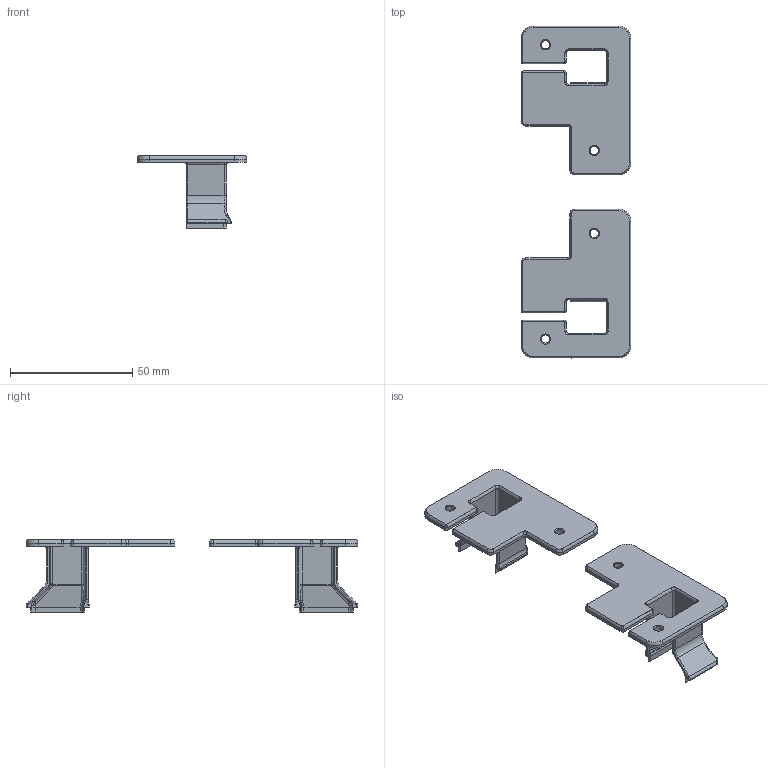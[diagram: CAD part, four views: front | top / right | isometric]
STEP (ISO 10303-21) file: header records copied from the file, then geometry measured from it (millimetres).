
FILE_DESCRIPTION(/* description */ (''),/* implementation_level */ '2;1');
FILE_NAME(/* name */ 'z_belt_cover_reflectix v25.step',/* time_stamp */ '2021-01-02T16:28:17-05:00',/* author */ (''),/* organization */ (''),/* preprocessor_version */ 'ST-DEVELOPER v18.1',/* originating_system */ 'Autodesk Translation Framework v9.7.1.1290',/* authorisation */ '');
FILE_SCHEMA (('AUTOMOTIVE_DESIGN { 1 0 10303 214 3 1 1 }'));
Length unit declared in the file: millimetre
Products named in the file (1): z_belt_cover_reflectix
Bounding box: 45.04 x 136 x 29.6 mm (x, y, z)
Volume: 14848 mm3; surface area: 15142.3 mm2
Topology: 2 solids, 2 shells, 390 faces, 942 edges, 554 vertices
Faces by surface type: cylinder 158, plane 108, torus 50, bspline 40, cone 28, sphere 6
Full cylindrical faces by diameter (mm): 3.4 x4
Entity records: 12090 total; most frequent: CARTESIAN_POINT 2867, DIRECTION 2056, ORIENTED_EDGE 1880, EDGE_CURVE 940, AXIS2_PLACEMENT_3D 801, VERTEX_POINT 554, LINE 454, VECTOR 454
